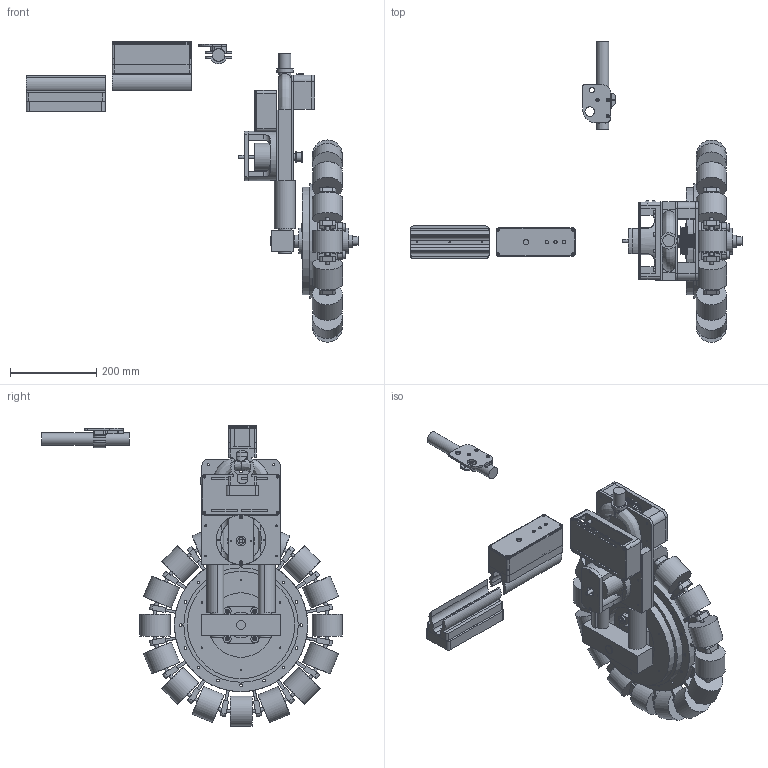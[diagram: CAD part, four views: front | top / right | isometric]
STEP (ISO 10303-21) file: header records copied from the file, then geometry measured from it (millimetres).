
FILE_DESCRIPTION(/* description */ (''),/* implementation_level */ '2;1');
FILE_NAME(/* name */ '1e933ec9-1901-4881-82bf-0008b535a68b.stp',/* time_stamp */ '2022-05-15T11:22:13Z',/* author */ (''),/* organization */ (''),/* preprocessor_version */ 'ST-DEVELOPER v19',/* originating_system */ 'Autodesk Translation Framework v11.7.0.108',/* authorisation */ '');
FILE_SCHEMA (('AUTOMOTIVE_DESIGN { 1 0 10303 214 3 1 1 }'));
Products named in the file (7): OmniBike2; drive_Upper v2; Wheel; wheels; spoke; Odrive v1; electronics v1 v1
Assembly tree (6 placements, depth 3):
  OmniBike2
    drive_Upper v2
    Wheel
      wheels
      spoke
    Odrive v1
    electronics v1 v1
Bounding box: 771.83 x 698 x 698 mm (x, y, z)
Volume: 11466041.6 mm3; surface area: 2343150.4 mm2
Topology: 121 solids, 121 shells, 2135 faces, 5511 edges, 3649 vertices
Faces by surface type: plane 1393, cylinder 692, cone 32, torus 10, bspline 8
Full cylindrical faces by diameter (mm): 2.8 x49, 3 x18, 3.8 x9, 4 x12, 4.5 x38, 5 x8, 6 x32, 7.6 x3, 8 x62, 11.6 x8, 12 x8, 12.5 x2, 15 x3, 18 x8, 20 x2, 21 x3, 22 x1, 22.3 x3, 26 x4, 26.154 x1, 27 x2, 28 x5, 29 x1, 30 x4, 33 x1, 38 x1, 60 x2, 63 x1, 64.83 x1, 65 x1
Entity records: 68925 total; most frequent: CARTESIAN_POINT 14830, DIRECTION 11078, ORIENTED_EDGE 11022, EDGE_CURVE 5511, LINE 3724, VECTOR 3724, AXIS2_PLACEMENT_3D 3677, VERTEX_POINT 3649
